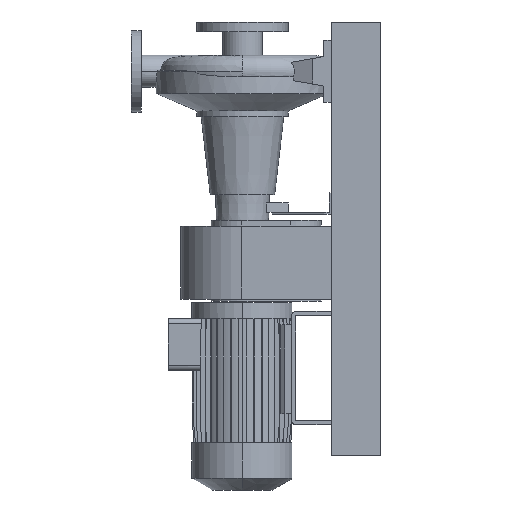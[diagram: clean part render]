
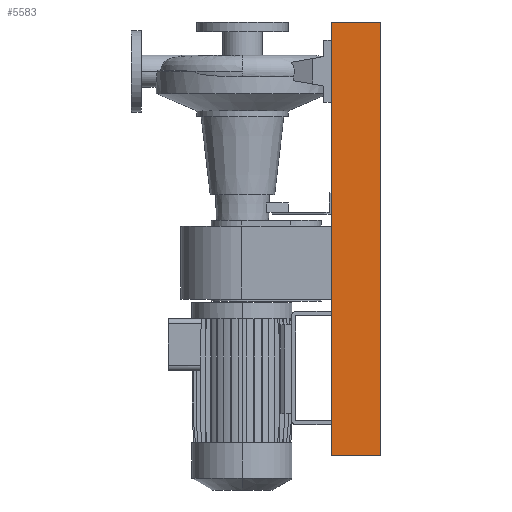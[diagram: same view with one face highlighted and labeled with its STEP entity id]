
A CAD part, left-side view. The second image highlights one B-rep face of the part: STEP entity #5583.
In plain terms, the highlighted planar face has unit normal (-1, 0, 0).
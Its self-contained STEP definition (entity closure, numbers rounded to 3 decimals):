
#72 = CARTESIAN_POINT ( 'NONE',  ( -175., 50., 440. ) ) ;
#507 = CARTESIAN_POINT ( 'NONE',  ( -175., -50., -440. ) ) ;
#562 = LINE ( 'NONE', #1925, #3324 ) ;
#654 = VERTEX_POINT ( 'NONE', #20428 ) ;
#906 = CARTESIAN_POINT ( 'NONE',  ( -175., -50., 440. ) ) ;
#1925 = CARTESIAN_POINT ( 'NONE',  ( -175., 50., -440. ) ) ;
#2301 = VECTOR ( 'NONE', #10098, 1000. ) ;
#2549 = LINE ( 'NONE', #8987, #12508 ) ;
#3324 = VECTOR ( 'NONE', #6683, 1000. ) ;
#3634 = ORIENTED_EDGE ( 'NONE', *, *, #13950, .F. ) ;
#3862 = FACE_OUTER_BOUND ( 'NONE', #20728, .T. ) ;
#4233 = DIRECTION ( 'NONE',  ( 0., -1., 0. ) ) ;
#4814 = VECTOR ( 'NONE', #4233, 1000. ) ;
#5583 = ADVANCED_FACE ( 'NONE', ( #3862 ), #10294, .T. ) ;
#5966 = EDGE_CURVE ( 'NONE', #654, #12019, #2549, .T. ) ;
#6683 = DIRECTION ( 'NONE',  ( 0., 0., 1. ) ) ;
#7706 = CARTESIAN_POINT ( 'NONE',  ( -175., -50., 440. ) ) ;
#7772 = VERTEX_POINT ( 'NONE', #9031 ) ;
#7957 = DIRECTION ( 'NONE',  ( -1., 0., 0. ) ) ;
#8319 = ORIENTED_EDGE ( 'NONE', *, *, #5966, .T. ) ;
#8987 = CARTESIAN_POINT ( 'NONE',  ( -175., -50., -440. ) ) ;
#9031 = CARTESIAN_POINT ( 'NONE',  ( -175., 50., -440. ) ) ;
#10029 = ORIENTED_EDGE ( 'NONE', *, *, #19884, .F. ) ;
#10098 = DIRECTION ( 'NONE',  ( 0., -1., 0. ) ) ;
#10294 = PLANE ( 'NONE',  #13501 ) ;
#12019 = VERTEX_POINT ( 'NONE', #906 ) ;
#12299 = VERTEX_POINT ( 'NONE', #72 ) ;
#12508 = VECTOR ( 'NONE', #13637, 1000. ) ;
#13501 = AXIS2_PLACEMENT_3D ( 'NONE', #16730, #7957, #14068 ) ;
#13637 = DIRECTION ( 'NONE',  ( 0., 0., 1. ) ) ;
#13950 = EDGE_CURVE ( 'NONE', #7772, #12299, #562, .T. ) ;
#14068 = DIRECTION ( 'NONE',  ( 0., 0., 1. ) ) ;
#15640 = EDGE_CURVE ( 'NONE', #7772, #654, #16432, .T. ) ;
#16432 = LINE ( 'NONE', #507, #2301 ) ;
#16730 = CARTESIAN_POINT ( 'NONE',  ( -175., -50., -440. ) ) ;
#17463 = ORIENTED_EDGE ( 'NONE', *, *, #15640, .T. ) ;
#18690 = LINE ( 'NONE', #7706, #4814 ) ;
#19884 = EDGE_CURVE ( 'NONE', #12299, #12019, #18690, .T. ) ;
#20428 = CARTESIAN_POINT ( 'NONE',  ( -175., -50., -440. ) ) ;
#20728 = EDGE_LOOP ( 'NONE', ( #10029, #3634, #17463, #8319 ) ) ;
